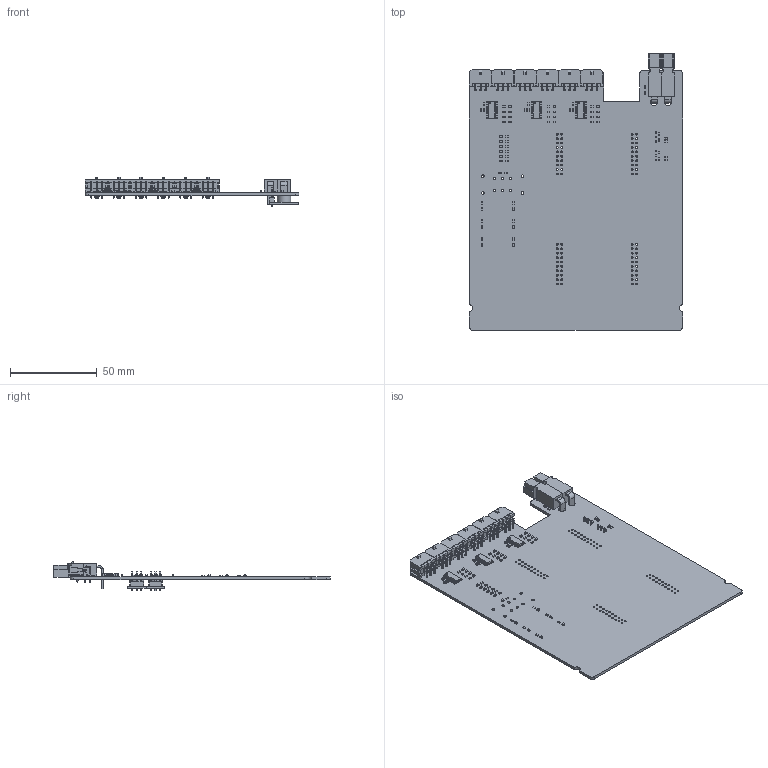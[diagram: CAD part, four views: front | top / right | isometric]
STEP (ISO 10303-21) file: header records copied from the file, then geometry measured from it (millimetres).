
FILE_DESCRIPTION(('KiCad electronic assembly'),'2;1');
FILE_NAME('Driveboard_2022.step','2021-11-15T21:09:06',('An Author'),( 'A Company'),'Open CASCADE STEP processor 6.9', 'KiCad to STEP converter','Unknown');
FILE_SCHEMA(('AUTOMOTIVE_DESIGN { 1 0 10303 214 1 1 1 1 }'));
Length unit declared in the file: millimetre
Products named in the file (16): Open CASCADE STEP translator 6.9 1; Molex_uF_D_06_Horizontal; COMPOUND; C_0603_1608Metric; SOLID; R_0603_1608Metric; LED_0603_1608Metric; SOIC-16_3.9x9.9mm_P1.27mm; OKI; Anderson_2_Horizontal_Side_by_Side
Assembly tree (89 placements, depth 3):
  Open CASCADE STEP translator 6.9 1
    Molex_uF_D_06_Horizontal  x6
      COMPOUND
    C_0603_1608Metric  x13
      SOLID
    R_0603_1608Metric  x28
      SOLID
    LED_0603_1608Metric  x28
      SOLID
    SOIC-16_3.9x9.9mm_P1.27mm  x3
      SOLID
    OKI  x2
      SOLID
    Anderson_2_Horizontal_Side_by_Side
      COMPOUND
    COMPOUND
Bounding box: 123.19 x 159.38 x 16.95 mm (x, y, z)
Volume: 35607.2 mm3; surface area: 49203.1 mm2
Topology: 83 solids, 83 shells, 5255 faces, 13980 edges, 9160 vertices
Faces by surface type: plane 4124, cylinder 987, bspline 120, cone 12, torus 12
Full cylindrical faces by diameter (mm): 0.6 x3, 0.889 x6, 1 x80, 1.016 x36, 1.5 x10, 3.073 x6, 4.06 x2, 7.874 x2
Entity records: 65719 total; most frequent: CARTESIAN_POINT 10953, DIRECTION 9661, LINE 6237, VECTOR 6237, ORIENTED_EDGE 4922, PCURVE 4922, DEFINITIONAL_REPRESENTATION 4922, EDGE_CURVE 2461
